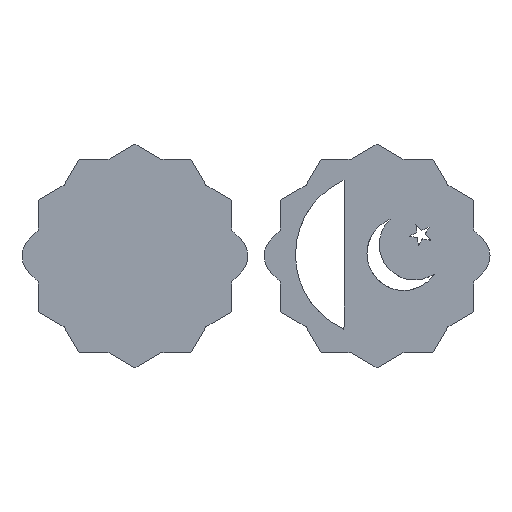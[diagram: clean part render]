
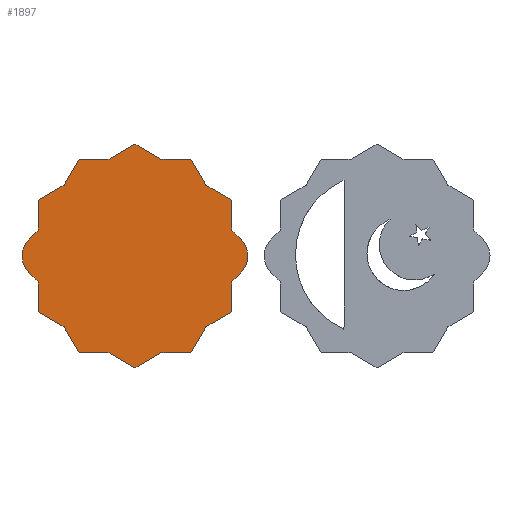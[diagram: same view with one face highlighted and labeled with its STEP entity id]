
A CAD part, top view. The second image highlights one B-rep face of the part: STEP entity #1897.
In plain terms, the highlighted planar face has unit normal (0, 0, 1).
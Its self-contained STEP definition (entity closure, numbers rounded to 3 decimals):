
#86=ELLIPSE('',#1996,70.,30.);
#88=ELLIPSE('',#2010,70.,30.);
#154=FACE_OUTER_BOUND('',#253,.T.);
#253=EDGE_LOOP('',(#1341,#1342,#1343,#1344,#1345,#1346,#1347,#1348,#1349,
#1350,#1351,#1352,#1353,#1354,#1355,#1356,#1357,#1358,#1359,#1360,#1361,
#1362,#1363,#1364,#1365,#1366));
#334=LINE('',#2426,#549);
#337=LINE('',#2432,#552);
#340=LINE('',#2438,#555);
#343=LINE('',#2444,#558);
#346=LINE('',#2450,#561);
#349=LINE('',#2456,#564);
#352=LINE('',#2462,#567);
#355=LINE('',#2468,#570);
#358=LINE('',#2474,#573);
#361=LINE('',#2480,#576);
#365=LINE('',#2497,#580);
#368=LINE('',#2503,#583);
#371=LINE('',#2509,#586);
#374=LINE('',#2515,#589);
#377=LINE('',#2521,#592);
#380=LINE('',#2527,#595);
#383=LINE('',#2533,#598);
#386=LINE('',#2539,#601);
#389=LINE('',#2545,#604);
#392=LINE('',#2551,#607);
#395=LINE('',#2557,#610);
#398=LINE('',#2563,#613);
#402=LINE('',#2580,#617);
#405=LINE('',#2584,#620);
#549=VECTOR('',#2063,10.);
#552=VECTOR('',#2068,10.);
#555=VECTOR('',#2073,10.);
#558=VECTOR('',#2078,10.);
#561=VECTOR('',#2083,10.);
#564=VECTOR('',#2088,10.);
#567=VECTOR('',#2093,10.);
#570=VECTOR('',#2098,10.);
#573=VECTOR('',#2103,10.);
#576=VECTOR('',#2108,10.);
#580=VECTOR('',#2118,10.);
#583=VECTOR('',#2123,10.);
#586=VECTOR('',#2128,10.);
#589=VECTOR('',#2133,10.);
#592=VECTOR('',#2138,10.);
#595=VECTOR('',#2143,10.);
#598=VECTOR('',#2148,10.);
#601=VECTOR('',#2153,10.);
#604=VECTOR('',#2158,10.);
#607=VECTOR('',#2163,10.);
#610=VECTOR('',#2168,10.);
#613=VECTOR('',#2173,10.);
#617=VECTOR('',#2183,10.);
#620=VECTOR('',#2188,10.);
#764=VERTEX_POINT('',#2423);
#765=VERTEX_POINT('',#2425);
#767=VERTEX_POINT('',#2431);
#769=VERTEX_POINT('',#2437);
#771=VERTEX_POINT('',#2443);
#773=VERTEX_POINT('',#2449);
#775=VERTEX_POINT('',#2455);
#777=VERTEX_POINT('',#2461);
#779=VERTEX_POINT('',#2467);
#781=VERTEX_POINT('',#2473);
#783=VERTEX_POINT('',#2479);
#785=VERTEX_POINT('',#2490);
#787=VERTEX_POINT('',#2496);
#789=VERTEX_POINT('',#2502);
#791=VERTEX_POINT('',#2508);
#793=VERTEX_POINT('',#2514);
#795=VERTEX_POINT('',#2520);
#797=VERTEX_POINT('',#2526);
#799=VERTEX_POINT('',#2532);
#801=VERTEX_POINT('',#2538);
#803=VERTEX_POINT('',#2544);
#805=VERTEX_POINT('',#2550);
#807=VERTEX_POINT('',#2556);
#809=VERTEX_POINT('',#2562);
#811=VERTEX_POINT('',#2573);
#813=VERTEX_POINT('',#2579);
#954=EDGE_CURVE('',#765,#764,#334,.T.);
#957=EDGE_CURVE('',#767,#765,#337,.T.);
#960=EDGE_CURVE('',#769,#767,#340,.T.);
#963=EDGE_CURVE('',#771,#769,#343,.T.);
#966=EDGE_CURVE('',#773,#771,#346,.T.);
#969=EDGE_CURVE('',#775,#773,#349,.T.);
#972=EDGE_CURVE('',#777,#775,#352,.T.);
#975=EDGE_CURVE('',#779,#777,#355,.T.);
#978=EDGE_CURVE('',#781,#779,#358,.T.);
#981=EDGE_CURVE('',#783,#781,#361,.T.);
#984=EDGE_CURVE('',#785,#783,#86,.T.);
#987=EDGE_CURVE('',#787,#785,#365,.T.);
#990=EDGE_CURVE('',#789,#787,#368,.T.);
#993=EDGE_CURVE('',#791,#789,#371,.T.);
#996=EDGE_CURVE('',#793,#791,#374,.T.);
#999=EDGE_CURVE('',#795,#793,#377,.T.);
#1002=EDGE_CURVE('',#797,#795,#380,.T.);
#1005=EDGE_CURVE('',#799,#797,#383,.T.);
#1008=EDGE_CURVE('',#801,#799,#386,.T.);
#1011=EDGE_CURVE('',#803,#801,#389,.T.);
#1014=EDGE_CURVE('',#805,#803,#392,.T.);
#1017=EDGE_CURVE('',#807,#805,#395,.T.);
#1020=EDGE_CURVE('',#809,#807,#398,.T.);
#1023=EDGE_CURVE('',#811,#809,#88,.T.);
#1026=EDGE_CURVE('',#813,#811,#402,.T.);
#1029=EDGE_CURVE('',#764,#813,#405,.T.);
#1341=ORIENTED_EDGE('',*,*,#1029,.T.);
#1342=ORIENTED_EDGE('',*,*,#1026,.T.);
#1343=ORIENTED_EDGE('',*,*,#1023,.T.);
#1344=ORIENTED_EDGE('',*,*,#1020,.T.);
#1345=ORIENTED_EDGE('',*,*,#1017,.T.);
#1346=ORIENTED_EDGE('',*,*,#1014,.T.);
#1347=ORIENTED_EDGE('',*,*,#1011,.T.);
#1348=ORIENTED_EDGE('',*,*,#1008,.T.);
#1349=ORIENTED_EDGE('',*,*,#1005,.T.);
#1350=ORIENTED_EDGE('',*,*,#1002,.T.);
#1351=ORIENTED_EDGE('',*,*,#999,.T.);
#1352=ORIENTED_EDGE('',*,*,#996,.T.);
#1353=ORIENTED_EDGE('',*,*,#993,.T.);
#1354=ORIENTED_EDGE('',*,*,#990,.T.);
#1355=ORIENTED_EDGE('',*,*,#987,.T.);
#1356=ORIENTED_EDGE('',*,*,#984,.T.);
#1357=ORIENTED_EDGE('',*,*,#981,.T.);
#1358=ORIENTED_EDGE('',*,*,#978,.T.);
#1359=ORIENTED_EDGE('',*,*,#975,.T.);
#1360=ORIENTED_EDGE('',*,*,#972,.T.);
#1361=ORIENTED_EDGE('',*,*,#969,.T.);
#1362=ORIENTED_EDGE('',*,*,#966,.T.);
#1363=ORIENTED_EDGE('',*,*,#963,.T.);
#1364=ORIENTED_EDGE('',*,*,#960,.T.);
#1365=ORIENTED_EDGE('',*,*,#957,.T.);
#1366=ORIENTED_EDGE('',*,*,#954,.T.);
#1831=PLANE('',#2013);
#1897=ADVANCED_FACE('',(#154),#1831,.T.);
#1996=AXIS2_PLACEMENT_3D('',#2491,#2112,#2113);
#2010=AXIS2_PLACEMENT_3D('',#2574,#2177,#2178);
#2013=AXIS2_PLACEMENT_3D('',#2585,#2189,#2190);
#2063=DIRECTION('',(0.866,0.5,0.));
#2068=DIRECTION('',(0.5,0.866,0.));
#2073=DIRECTION('',(1.,0.,0.));
#2078=DIRECTION('',(0.866,0.5,0.));
#2083=DIRECTION('',(0.866,-0.5,0.));
#2088=DIRECTION('',(1.,0.,0.));
#2093=DIRECTION('',(0.5,-0.866,0.));
#2098=DIRECTION('',(0.866,-0.5,0.));
#2103=DIRECTION('',(0.,-1.,0.));
#2108=DIRECTION('',(0.5,-0.866,0.));
#2112=DIRECTION('center_axis',(0.,0.,1.));
#2113=DIRECTION('ref_axis',(1.,0.,0.));
#2118=DIRECTION('',(-0.5,-0.866,0.));
#2123=DIRECTION('',(0.,-1.,0.));
#2128=DIRECTION('',(-0.866,-0.5,0.));
#2133=DIRECTION('',(-0.5,-0.866,0.));
#2138=DIRECTION('',(-1.,0.,0.));
#2143=DIRECTION('',(-0.866,-0.5,0.));
#2148=DIRECTION('',(-0.866,0.5,0.));
#2153=DIRECTION('',(-1.,0.,0.));
#2158=DIRECTION('',(-0.5,0.866,0.));
#2163=DIRECTION('',(-0.866,0.5,0.));
#2168=DIRECTION('',(0.,1.,0.));
#2173=DIRECTION('',(-0.5,0.866,0.));
#2177=DIRECTION('center_axis',(0.,0.,1.));
#2178=DIRECTION('ref_axis',(1.,0.,0.));
#2183=DIRECTION('',(0.5,0.866,0.));
#2188=DIRECTION('',(0.,1.,0.));
#2189=DIRECTION('center_axis',(0.,0.,1.));
#2190=DIRECTION('ref_axis',(1.,0.,0.));
#2423=CARTESIAN_POINT('',(60.,-34.641,3.));
#2425=CARTESIAN_POINT('',(43.923,-43.923,3.));
#2426=CARTESIAN_POINT('',(0.,-69.282,3.));
#2431=CARTESIAN_POINT('',(34.641,-60.,3.));
#2432=CARTESIAN_POINT('',(34.641,-60.,3.));
#2437=CARTESIAN_POINT('',(16.077,-60.,3.));
#2438=CARTESIAN_POINT('',(-34.641,-60.,3.));
#2443=CARTESIAN_POINT('',(0.,-69.282,3.));
#2444=CARTESIAN_POINT('',(0.,-69.282,3.));
#2449=CARTESIAN_POINT('',(-16.077,-60.,3.));
#2450=CARTESIAN_POINT('',(-60.,-34.641,3.));
#2455=CARTESIAN_POINT('',(-34.641,-60.,3.));
#2456=CARTESIAN_POINT('',(-34.641,-60.,3.));
#2461=CARTESIAN_POINT('',(-43.923,-43.923,3.));
#2462=CARTESIAN_POINT('',(-69.282,0.,3.));
#2467=CARTESIAN_POINT('',(-60.,-34.641,3.));
#2468=CARTESIAN_POINT('',(-60.,-34.641,3.));
#2473=CARTESIAN_POINT('',(-60.,-16.077,3.));
#2474=CARTESIAN_POINT('',(-60.,34.641,3.));
#2479=CARTESIAN_POINT('',(-60.622,-15.,3.));
#2480=CARTESIAN_POINT('',(-69.282,0.,3.));
#2490=CARTESIAN_POINT('',(-60.622,15.,3.));
#2491=CARTESIAN_POINT('Origin',(0.,0.,3.));
#2496=CARTESIAN_POINT('',(-60.,16.077,3.));
#2497=CARTESIAN_POINT('',(-34.641,60.,3.));
#2502=CARTESIAN_POINT('',(-60.,34.641,3.));
#2503=CARTESIAN_POINT('',(-60.,34.641,3.));
#2508=CARTESIAN_POINT('',(-43.923,43.923,3.));
#2509=CARTESIAN_POINT('',(0.,69.282,3.));
#2514=CARTESIAN_POINT('',(-34.641,60.,3.));
#2515=CARTESIAN_POINT('',(-34.641,60.,3.));
#2520=CARTESIAN_POINT('',(-16.077,60.,3.));
#2521=CARTESIAN_POINT('',(34.641,60.,3.));
#2526=CARTESIAN_POINT('',(0.,69.282,3.));
#2527=CARTESIAN_POINT('',(0.,69.282,3.));
#2532=CARTESIAN_POINT('',(16.077,60.,3.));
#2533=CARTESIAN_POINT('',(60.,34.641,3.));
#2538=CARTESIAN_POINT('',(34.641,60.,3.));
#2539=CARTESIAN_POINT('',(34.641,60.,3.));
#2544=CARTESIAN_POINT('',(43.923,43.923,3.));
#2545=CARTESIAN_POINT('',(69.282,0.,3.));
#2550=CARTESIAN_POINT('',(60.,34.641,3.));
#2551=CARTESIAN_POINT('',(60.,34.641,3.));
#2556=CARTESIAN_POINT('',(60.,16.077,3.));
#2557=CARTESIAN_POINT('',(60.,-34.641,3.));
#2562=CARTESIAN_POINT('',(60.622,15.,3.));
#2563=CARTESIAN_POINT('',(69.282,0.,3.));
#2573=CARTESIAN_POINT('',(60.622,-15.,3.));
#2574=CARTESIAN_POINT('Origin',(0.,0.,3.));
#2579=CARTESIAN_POINT('',(60.,-16.077,3.));
#2580=CARTESIAN_POINT('',(34.641,-60.,3.));
#2584=CARTESIAN_POINT('',(60.,-34.641,3.));
#2585=CARTESIAN_POINT('Origin',(0.,0.,3.));
